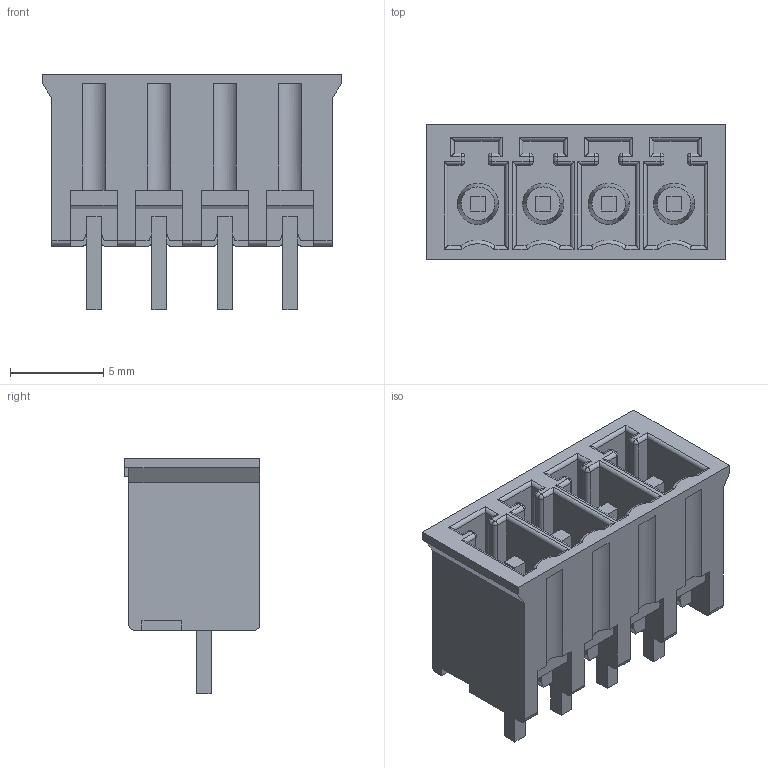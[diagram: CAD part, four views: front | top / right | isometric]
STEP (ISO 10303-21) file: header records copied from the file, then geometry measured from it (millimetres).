
FILE_DESCRIPTION((''),'2;1');
FILE_NAME('C-284514-4','2008-09-24T',('workeradm'),('Tyco Electronics Corporation'),'PRO/ENGINEER BY PARAMETRIC TECHNOLOGY CORPORATION, 2005450','PRO/ENGINEER BY PARAMETRIC TECHNOLOGY CORPORATION, 2005450','');
FILE_SCHEMA(('CONFIG_CONTROL_DESIGN', 'GEOMETRIC_VALIDATION_PROPERTIES_MIM'));
Length unit declared in the file: millimetre
Products named in the file (1): C-284514-4
Bounding box: 16 x 7.25 x 12.6 mm (x, y, z)
Volume: 515.3 mm3; surface area: 1381.6 mm2
Topology: 1 solids, 1 shells, 406 faces, 1026 edges, 634 vertices
Faces by surface type: plane 240, cylinder 130, sphere 24, cone 8, torus 4
Entity records: 12449 total; most frequent: CARTESIAN_POINT 2613, ORIENTED_EDGE 2052, DIRECTION 1946, EDGE_CURVE 1026, VECTOR 790, LINE 790, VERTEX_POINT 634, AXIS2_PLACEMENT_3D 578
